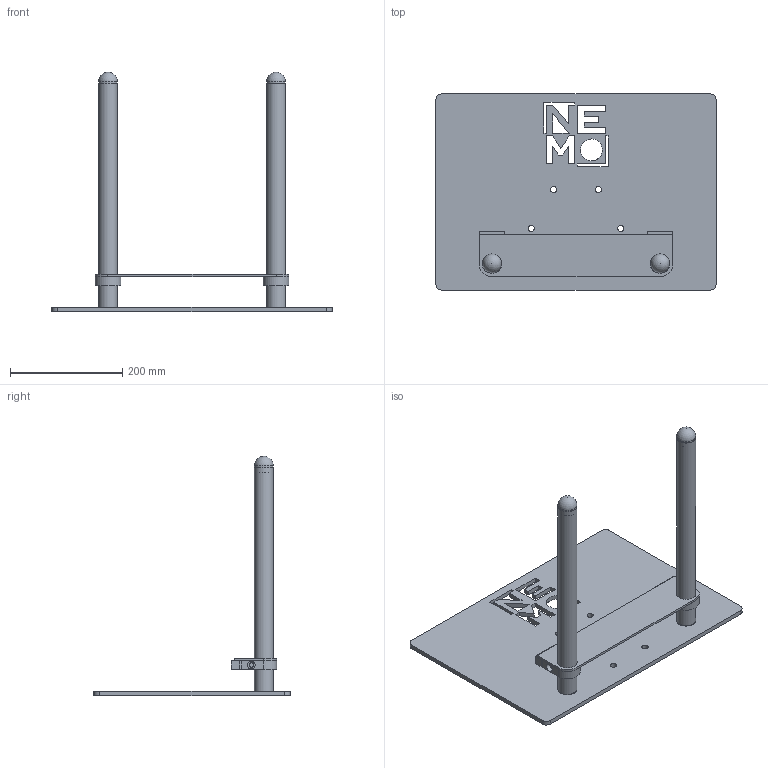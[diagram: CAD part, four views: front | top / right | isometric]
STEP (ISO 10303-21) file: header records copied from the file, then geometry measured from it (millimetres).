
FILE_DESCRIPTION(/* description */ (''),/* implementation_level */ '2;1');
FILE_NAME(/* name */ 'NEMO_TOOL.step',/* time_stamp */ '2022-05-10T10:44:49+02:00',/* author */ (''),/* organization */ (''),/* preprocessor_version */ 'ST-DEVELOPER v18.1',/* originating_system */ 'Autodesk Translation Framework v10.14.0.1471',/* authorisation */ '');
FILE_SCHEMA (('AUTOMOTIVE_DESIGN { 1 0 10303 214 3 1 1 }'));
Length unit declared in the file: millimetre
Products named in the file (6): (Unsaved); NEMO-type2; NEMO-type1; NEMO-RVS_eindkap; NEMO-RVS_klem; NEMO-type3
Assembly tree (8 placements, depth 2):
  (Unsaved)
    NEMO-type1  x2
    NEMO-type2
    NEMO-RVS_eindkap  x2
    NEMO-RVS_klem  x2
    NEMO-type3
Bounding box: 500 x 350 x 427.5 mm (x, y, z)
Volume: 1689973.5 mm3; surface area: 610066.2 mm2
Topology: 8 solids, 8 shells, 138 faces, 342 edges, 228 vertices
Faces by surface type: plane 91, cylinder 42, sphere 4, bspline 1
Full cylindrical faces by diameter (mm): 8 x4, 11 x6, 14 x2, 25.7 x2, 29.7 x4, 33.2 x2, 33.7 x6, 35 x2
Entity records: 3683 total; most frequent: CARTESIAN_POINT 740, DIRECTION 578, ORIENTED_EDGE 548, EDGE_CURVE 274, LINE 208, VECTOR 208, AXIS2_PLACEMENT_3D 185, VERTEX_POINT 184
